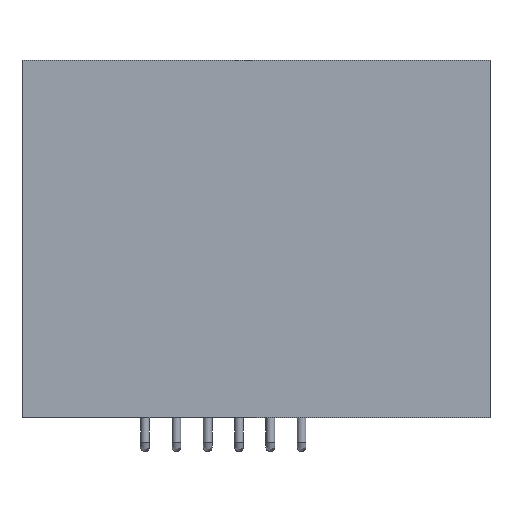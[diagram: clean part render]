
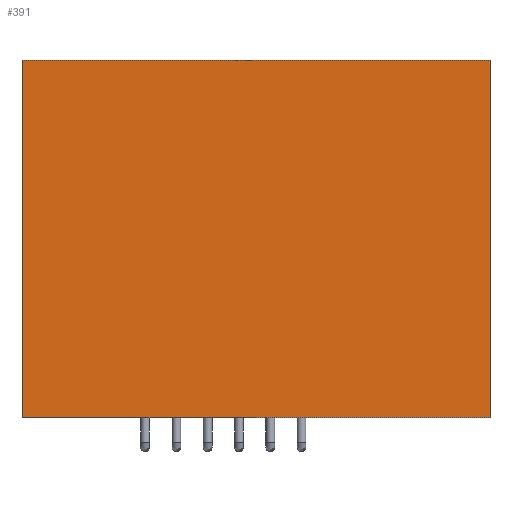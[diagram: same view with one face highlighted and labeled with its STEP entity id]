
A CAD part, top view. The second image highlights one B-rep face of the part: STEP entity #391.
In plain terms, the highlighted planar face has unit normal (0, 0, 1).
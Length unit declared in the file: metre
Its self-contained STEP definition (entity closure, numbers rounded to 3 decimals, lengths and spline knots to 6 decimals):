
#12=LINE('',#775,#24);
#16=LINE('',#783,#28);
#19=LINE('',#789,#31);
#21=LINE('',#792,#33);
#24=VECTOR('',#664,1.);
#28=VECTOR('',#670,1.);
#31=VECTOR('',#675,1.);
#33=VECTOR('',#679,1.);
#71=PLANE('',#536);
#137=ORIENTED_EDGE('',*,*,#171,.F.);
#138=ORIENTED_EDGE('',*,*,#175,.T.);
#139=ORIENTED_EDGE('',*,*,#178,.T.);
#140=ORIENTED_EDGE('',*,*,#180,.F.);
#171=EDGE_CURVE('',#207,#208,#12,.T.);
#175=EDGE_CURVE('',#207,#210,#16,.T.);
#178=EDGE_CURVE('',#210,#212,#19,.T.);
#180=EDGE_CURVE('',#208,#212,#21,.T.);
#207=VERTEX_POINT('',#774);
#208=VERTEX_POINT('',#776);
#210=VERTEX_POINT('',#782);
#212=VERTEX_POINT('',#788);
#289=EDGE_LOOP('',(#137,#138,#139,#140));
#343=FACE_BOUND('',#289,.T.);
#391=ADVANCED_FACE('',(#343),#71,.T.);
#536=AXIS2_PLACEMENT_3D('',#793,#680,#681);
#664=DIRECTION('',(0.,1.,0.));
#670=DIRECTION('',(1.,0.,0.));
#675=DIRECTION('',(0.,1.,0.));
#679=DIRECTION('',(1.,0.,0.));
#680=DIRECTION('',(0.,0.,1.));
#681=DIRECTION('',(1.,0.,0.));
#774=CARTESIAN_POINT('',(0.,0.,0.011));
#775=CARTESIAN_POINT('',(0.,0.0145,0.011));
#776=CARTESIAN_POINT('',(0.,0.029,0.011));
#782=CARTESIAN_POINT('',(0.038,0.,0.011));
#783=CARTESIAN_POINT('',(0.019,0.,0.011));
#788=CARTESIAN_POINT('',(0.038,0.029,0.011));
#789=CARTESIAN_POINT('',(0.038,0.0145,0.011));
#792=CARTESIAN_POINT('',(0.019,0.029,0.011));
#793=CARTESIAN_POINT('',(0.019,0.0145,0.011));
